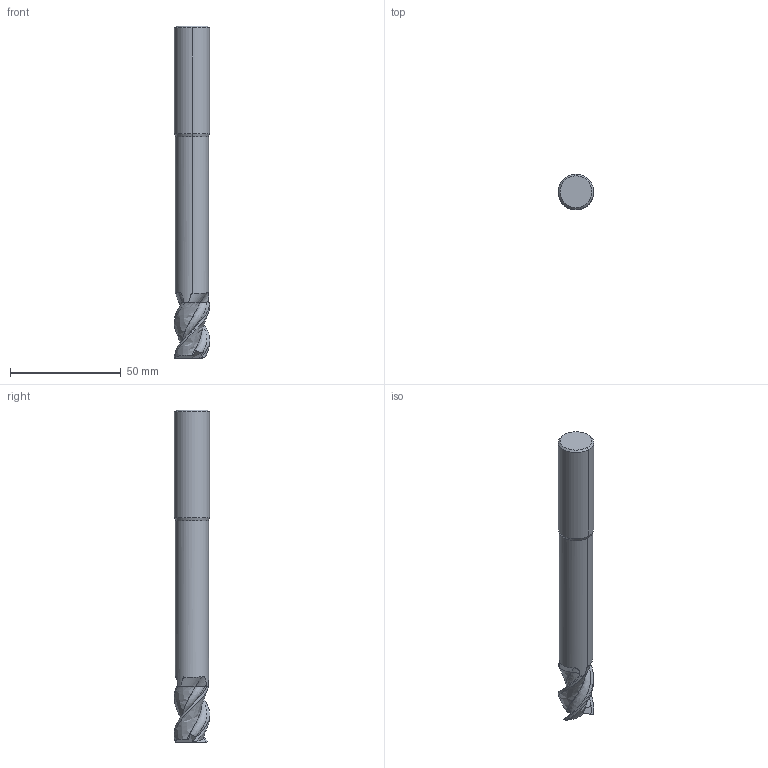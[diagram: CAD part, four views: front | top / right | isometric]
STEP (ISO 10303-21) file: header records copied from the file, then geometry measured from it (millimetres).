
FILE_DESCRIPTION(('no description'),'unknown implementation level');
FILE_NAME('EXN1-M01-0113-16-Detail.stp',' ',('CIMSOURCE GmbH'),('CADClick - KiM GmbH - www.kimweb.de'),'unknown preprocess','ACIS','unknown authorization');
FILE_SCHEMA(('automotive_design'));
Length unit declared in the file: millimetre
Products named in the file (2): NOCUT; CUT
Bounding box: 16 x 16 x 150 mm (x, y, z)
Volume: 25781.4 mm3; surface area: 7869.2 mm2
Topology: 2 solids, 2 shells, 82 faces, 225 edges, 143 vertices
Faces by surface type: plane 25, bspline 24, cone 17, revolution 12, cylinder 4
Entity records: 14559 total; most frequent: CARTESIAN_POINT 10261, STYLED_ITEM 448, PRESENTATION_STYLE_ASSIGNMENT 448, COLOUR_RGB 448, ORIENTED_EDGE 442, DIRECTION 258, EDGE_CURVE 221, CURVE_STYLE 221
